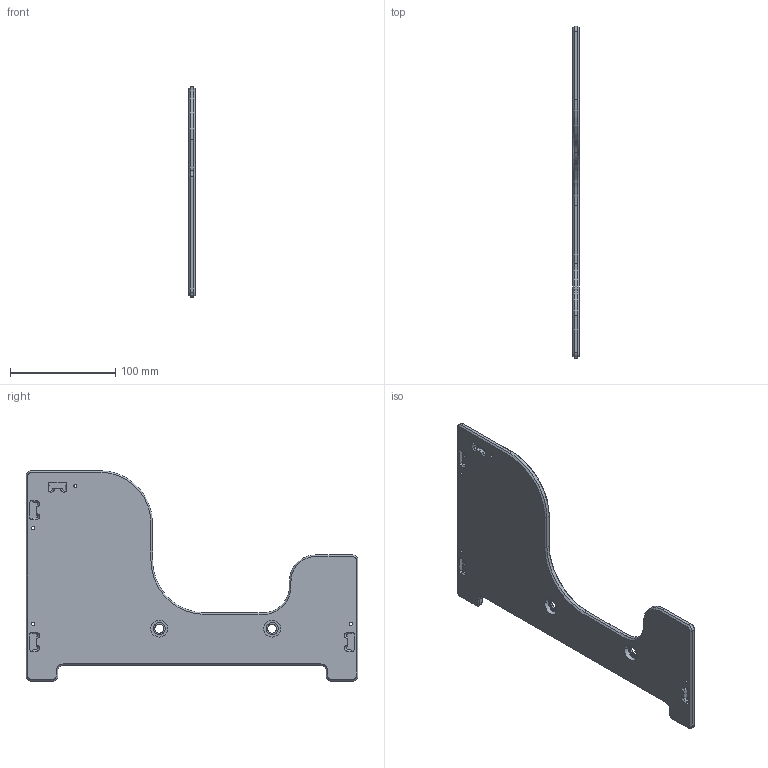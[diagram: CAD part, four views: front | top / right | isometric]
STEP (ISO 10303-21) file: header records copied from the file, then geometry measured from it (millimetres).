
FILE_DESCRIPTION(('CATIA V5 STEP'),'2;1');
FILE_NAME('derouleur_cote_gauche.stp','2019-05-12T22:06:56+00:00',('none'),('none'),'CATIA Version 5 Release 21 GA (IN-10)','CATIA V5 STEP AP203','none');
FILE_SCHEMA(('CONFIG_CONTROL_DESIGN'));
Length unit declared in the file: millimetre
Products named in the file (1): derouleur_cote_gauche pro
Bounding box: 6 x 315 x 200 mm (x, y, z)
Volume: 211889.4 mm3; surface area: 78738.5 mm2
Topology: 1 solids, 1 shells, 159 faces, 387 edges, 238 vertices
Faces by surface type: plane 75, cylinder 52, cone 32
Entity records: 4494 total; most frequent: CARTESIAN_POINT 870, ORIENTED_EDGE 774, DIRECTION 636, EDGE_CURVE 387, AXIS2_PLACEMENT_3D 264, VECTOR 242, LINE 242, VERTEX_POINT 238
